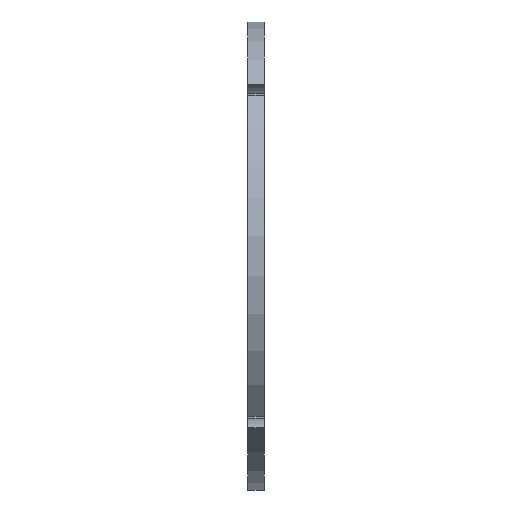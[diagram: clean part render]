
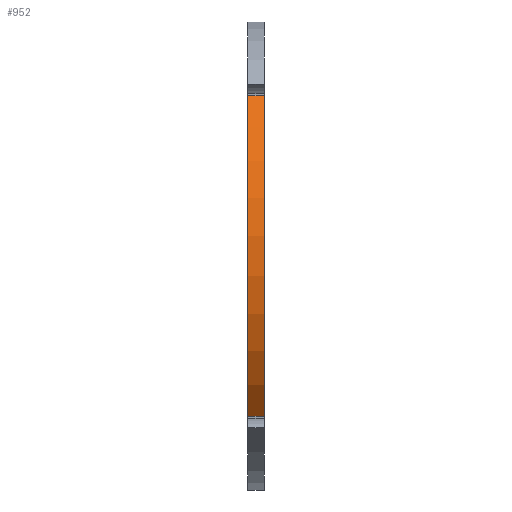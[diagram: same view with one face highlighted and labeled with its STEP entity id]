
A CAD part, left-side view. The second image highlights one B-rep face of the part: STEP entity #952.
In plain terms, the highlighted cylindrical face has radius 14.5 mm (diameter 29 mm), a partial arc.
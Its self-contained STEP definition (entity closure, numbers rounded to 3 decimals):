
#56=FACE_OUTER_BOUND('',#109,.T.);
#109=EDGE_LOOP('',(#794,#795,#796,#797));
#185=LINE('',#1724,#250);
#186=LINE('',#1726,#251);
#250=VECTOR('',#1405,1000.);
#251=VECTOR('',#1408,1000.);
#298=CIRCLE('',#1038,14.5);
#318=CIRCLE('',#1059,14.5);
#392=VERTEX_POINT('',#1570);
#393=VERTEX_POINT('',#1572);
#413=VERTEX_POINT('',#1616);
#414=VERTEX_POINT('',#1618);
#495=EDGE_CURVE('',#392,#393,#298,.T.);
#519=EDGE_CURVE('',#414,#413,#318,.T.);
#577=EDGE_CURVE('',#392,#414,#185,.T.);
#578=EDGE_CURVE('',#393,#413,#186,.T.);
#794=ORIENTED_EDGE('',*,*,#519,.T.);
#795=ORIENTED_EDGE('',*,*,#578,.F.);
#796=ORIENTED_EDGE('',*,*,#495,.F.);
#797=ORIENTED_EDGE('',*,*,#577,.T.);
#903=CYLINDRICAL_SURFACE('',#1105,14.5);
#952=ADVANCED_FACE('',(#56),#903,.T.);
#1038=AXIS2_PLACEMENT_3D('',#1573,#1234,#1235);
#1059=AXIS2_PLACEMENT_3D('',#1619,#1280,#1281);
#1105=AXIS2_PLACEMENT_3D('',#1725,#1406,#1407);
#1234=DIRECTION('center_axis',(0.,1.,0.));
#1235=DIRECTION('ref_axis',(0.,0.,1.));
#1280=DIRECTION('center_axis',(0.,1.,0.));
#1281=DIRECTION('ref_axis',(0.,0.,1.));
#1405=DIRECTION('',(0.,-1.,0.));
#1406=DIRECTION('center_axis',(0.,-1.,0.));
#1407=DIRECTION('ref_axis',(0.,0.,-1.));
#1408=DIRECTION('',(0.,-1.,0.));
#1570=CARTESIAN_POINT('',(-10.601,1.,-9.893));
#1572=CARTESIAN_POINT('',(-10.601,1.,9.893));
#1573=CARTESIAN_POINT('Origin',(0.,1.,0.));
#1616=CARTESIAN_POINT('',(-10.601,0.,9.893));
#1618=CARTESIAN_POINT('',(-10.601,0.,-9.893));
#1619=CARTESIAN_POINT('Origin',(0.,0.,0.));
#1724=CARTESIAN_POINT('',(-10.601,1.,-9.893));
#1725=CARTESIAN_POINT('Origin',(0.,1.,0.));
#1726=CARTESIAN_POINT('',(-10.601,1.,9.893));
